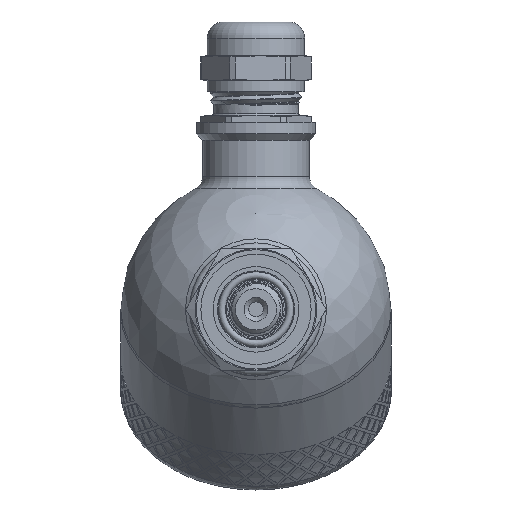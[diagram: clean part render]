
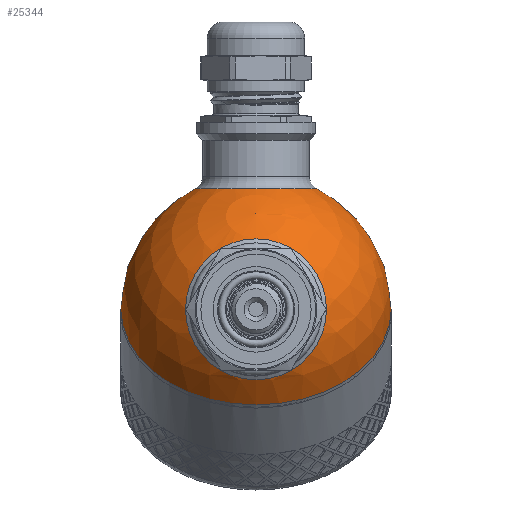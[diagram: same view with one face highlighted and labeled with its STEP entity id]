
A CAD part, left-side view. The second image highlights one B-rep face of the part: STEP entity #25344.
In plain terms, the highlighted spherical face has radius 30 mm.
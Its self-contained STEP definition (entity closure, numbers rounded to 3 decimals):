
#136=SPHERICAL_SURFACE('',#26966,30.);
#1260=FACE_BOUND('',#4051,.T.);
#1261=FACE_BOUND('',#4052,.T.);
#2385=FACE_OUTER_BOUND('',#4050,.T.);
#4050=EDGE_LOOP('',(#18657,#18658,#18659,#18660));
#4051=EDGE_LOOP('',(#18661));
#4052=EDGE_LOOP('',(#18662));
#5579=CIRCLE('',#26888,30.);
#5580=CIRCLE('',#26889,30.);
#5607=CIRCLE('',#26962,13.5);
#5610=CIRCLE('',#26967,30.);
#5611=CIRCLE('',#26968,15.643);
#10130=VERTEX_POINT('',#34385);
#10131=VERTEX_POINT('',#34387);
#10630=VERTEX_POINT('',#40774);
#10632=VERTEX_POINT('',#40781);
#10633=VERTEX_POINT('',#40783);
#12873=EDGE_CURVE('',#10130,#10131,#5579,.T.);
#12874=EDGE_CURVE('',#10131,#10130,#5580,.T.);
#13625=EDGE_CURVE('',#10630,#10630,#5607,.T.);
#13628=EDGE_CURVE('',#10131,#10632,#5610,.T.);
#13629=EDGE_CURVE('',#10633,#10633,#5611,.T.);
#18657=ORIENTED_EDGE('',*,*,#12874,.F.);
#18658=ORIENTED_EDGE('',*,*,#13628,.T.);
#18659=ORIENTED_EDGE('',*,*,#13628,.F.);
#18660=ORIENTED_EDGE('',*,*,#12873,.F.);
#18661=ORIENTED_EDGE('',*,*,#13629,.F.);
#18662=ORIENTED_EDGE('',*,*,#13625,.F.);
#25344=ADVANCED_FACE('',(#2385,#1260,#1261),#136,.T.);
#26888=AXIS2_PLACEMENT_3D('',#34388,#28379,#28380);
#26889=AXIS2_PLACEMENT_3D('',#34389,#28381,#28382);
#26962=AXIS2_PLACEMENT_3D('',#40775,#28791,#28792);
#26966=AXIS2_PLACEMENT_3D('',#40780,#28799,#28800);
#26967=AXIS2_PLACEMENT_3D('',#40782,#28801,#28802);
#26968=AXIS2_PLACEMENT_3D('',#40784,#28803,#28804);
#28379=DIRECTION('center_axis',(1.,0.,0.));
#28380=DIRECTION('ref_axis',(0.,1.,0.));
#28381=DIRECTION('center_axis',(1.,0.,0.));
#28382=DIRECTION('ref_axis',(0.,1.,0.));
#28791=DIRECTION('center_axis',(-0.707,0.,-0.707));
#28792=DIRECTION('ref_axis',(-0.707,0.,0.707));
#28799=DIRECTION('center_axis',(1.,0.,0.));
#28800=DIRECTION('ref_axis',(0.,-1.,0.));
#28801=DIRECTION('center_axis',(0.,0.,1.));
#28802=DIRECTION('ref_axis',(0.,1.,0.));
#28803=DIRECTION('center_axis',(-0.707,0.,0.707));
#28804=DIRECTION('ref_axis',(0.707,0.,0.707));
#34385=CARTESIAN_POINT('',(0.,-30.,0.));
#34387=CARTESIAN_POINT('',(0.,30.,0.));
#34388=CARTESIAN_POINT('Origin',(0.,0.,0.));
#34389=CARTESIAN_POINT('Origin',(0.,0.,0.));
#40774=CARTESIAN_POINT('',(-9.398,0.,-28.49));
#40775=CARTESIAN_POINT('Origin',(-18.944,0.,-18.944));
#40780=CARTESIAN_POINT('Origin',(0.,0.,0.));
#40781=CARTESIAN_POINT('',(-30.,0.,0.));
#40782=CARTESIAN_POINT('Origin',(0.,0.,0.));
#40783=CARTESIAN_POINT('',(-29.162,0.,7.04));
#40784=CARTESIAN_POINT('Origin',(-18.101,0.,18.101));
